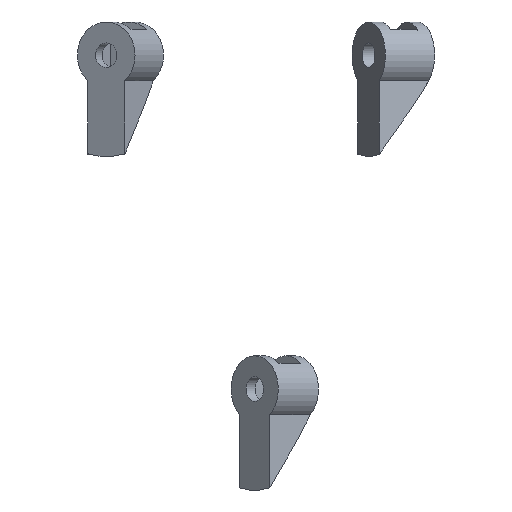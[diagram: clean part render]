
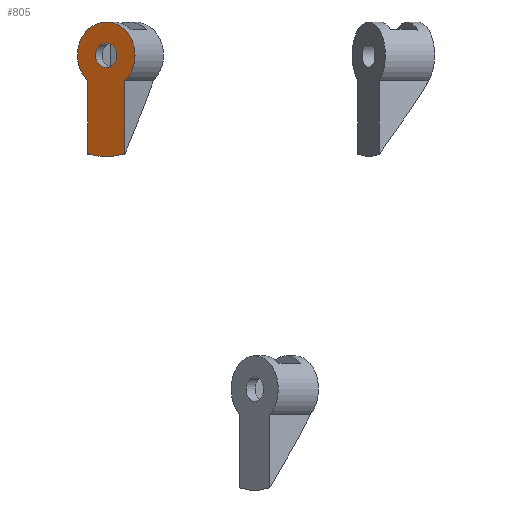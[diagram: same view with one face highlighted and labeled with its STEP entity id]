
A CAD part, front view. The second image highlights one B-rep face of the part: STEP entity #805.
In plain terms, the highlighted planar face has unit normal (-0.5, -0.866, 0).
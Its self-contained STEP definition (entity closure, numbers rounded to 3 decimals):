
#72 = CYLINDRICAL_SURFACE('',#73,4.39);
#73 = AXIS2_PLACEMENT_3D('',#74,#75,#76);
#74 = CARTESIAN_POINT('',(47.25,81.839,-28.));
#75 = DIRECTION('',(-0.5,-0.866,0.));
#76 = DIRECTION('',(-0.866,0.5,0.));
#411 = CYLINDRICAL_SURFACE('',#412,1.625);
#412 = AXIS2_PLACEMENT_3D('',#413,#414,#415);
#413 = CARTESIAN_POINT('',(0.,0.,-28.));
#414 = DIRECTION('',(-0.5,-0.866,0.));
#415 = DIRECTION('',(-0.866,0.5,0.));
#428 = VERTEX_POINT('',#429);
#429 = CARTESIAN_POINT('',(49.694,80.428,
    -31.363));
#442 = PLANE('',#443);
#443 = AXIS2_PLACEMENT_3D('',#444,#445,#446);
#444 = CARTESIAN_POINT('',(57.232,93.485,
    -31.363));
#445 = DIRECTION('',(0.866,-0.5,0.));
#446 = DIRECTION('',(0.,0.,-1.));
#454 = EDGE_CURVE('',#455,#428,#457,.T.);
#455 = VERTEX_POINT('',#456);
#456 = CARTESIAN_POINT('',(43.448,84.034,-28.));
#457 = SURFACE_CURVE('',#458,(#463,#469),.PCURVE_S1.);
#458 = CIRCLE('',#459,4.39);
#459 = AXIS2_PLACEMENT_3D('',#460,#461,#462);
#460 = CARTESIAN_POINT('',(47.25,81.839,-28.));
#461 = DIRECTION('',(0.5,0.866,0.));
#462 = DIRECTION('',(-0.866,0.5,0.));
#463 = PCURVE('',#72,#464);
#464 = DEFINITIONAL_REPRESENTATION('',(#465),#468);
#465 = B_SPLINE_CURVE_WITH_KNOTS('',1,(#466,#467),.UNSPECIFIED.,.F.,.F.,
  (2,2),(0.,4.014),.PIECEWISE_BEZIER_KNOTS.);
#466 = CARTESIAN_POINT('',(0.,0.));
#467 = CARTESIAN_POINT('',(-4.014,0.));
#468 = ( GEOMETRIC_REPRESENTATION_CONTEXT(2) 
PARAMETRIC_REPRESENTATION_CONTEXT() REPRESENTATION_CONTEXT('2D SPACE',''
  ) );
#469 = PCURVE('',#470,#475);
#470 = PLANE('',#471);
#471 = AXIS2_PLACEMENT_3D('',#472,#473,#474);
#472 = CARTESIAN_POINT('',(47.204,81.866,
    -33.764));
#473 = DIRECTION('',(-0.5,-0.866,0.));
#474 = DIRECTION('',(0.,0.,-1.));
#475 = DEFINITIONAL_REPRESENTATION('',(#476),#484);
#476 = ( BOUNDED_CURVE() B_SPLINE_CURVE(2,(#477,#478,#479,#480,#481,#482
,#483),.UNSPECIFIED.,.T.,.F.) B_SPLINE_CURVE_WITH_KNOTS((1,2,2,2,2,1),(
    -2.094,0.,2.094,4.189,6.283,
8.378),.UNSPECIFIED.) CURVE() GEOMETRIC_REPRESENTATION_ITEM() 
RATIONAL_B_SPLINE_CURVE((1.,0.5,1.,0.5,1.,0.5,1.)) REPRESENTATION_ITEM(
  '') );
#477 = CARTESIAN_POINT('',(-5.764,-4.336));
#478 = CARTESIAN_POINT('',(-13.368,-4.336));
#479 = CARTESIAN_POINT('',(-9.566,2.249));
#480 = CARTESIAN_POINT('',(-5.764,8.834));
#481 = CARTESIAN_POINT('',(-1.962,2.249));
#482 = CARTESIAN_POINT('',(1.84,-4.336));
#483 = CARTESIAN_POINT('',(-5.764,-4.336));
#484 = ( GEOMETRIC_REPRESENTATION_CONTEXT(2) 
PARAMETRIC_REPRESENTATION_CONTEXT() REPRESENTATION_CONTEXT('2D SPACE',''
  ) );
#486 = EDGE_CURVE('',#487,#455,#489,.T.);
#487 = VERTEX_POINT('',#488);
#488 = CARTESIAN_POINT('',(44.806,83.25,
    -31.363));
#489 = SURFACE_CURVE('',#490,(#495,#501),.PCURVE_S1.);
#490 = CIRCLE('',#491,4.39);
#491 = AXIS2_PLACEMENT_3D('',#492,#493,#494);
#492 = CARTESIAN_POINT('',(47.25,81.839,-28.));
#493 = DIRECTION('',(0.5,0.866,0.));
#494 = DIRECTION('',(-0.866,0.5,0.));
#495 = PCURVE('',#72,#496);
#496 = DEFINITIONAL_REPRESENTATION('',(#497),#500);
#497 = B_SPLINE_CURVE_WITH_KNOTS('',1,(#498,#499),.UNSPECIFIED.,.F.,.F.,
  (2,2),(5.411,6.283),.PIECEWISE_BEZIER_KNOTS.);
#498 = CARTESIAN_POINT('',(0.873,0.));
#499 = CARTESIAN_POINT('',(0.,0.));
#500 = ( GEOMETRIC_REPRESENTATION_CONTEXT(2) 
PARAMETRIC_REPRESENTATION_CONTEXT() REPRESENTATION_CONTEXT('2D SPACE',''
  ) );
#501 = PCURVE('',#470,#502);
#502 = DEFINITIONAL_REPRESENTATION('',(#503),#511);
#503 = ( BOUNDED_CURVE() B_SPLINE_CURVE(2,(#504,#505,#506,#507,#508,#509
,#510),.UNSPECIFIED.,.T.,.F.) B_SPLINE_CURVE_WITH_KNOTS((1,2,2,2,2,1),(
    -2.094,0.,2.094,4.189,6.283,
8.378),.UNSPECIFIED.) CURVE() GEOMETRIC_REPRESENTATION_ITEM() 
RATIONAL_B_SPLINE_CURVE((1.,0.5,1.,0.5,1.,0.5,1.)) REPRESENTATION_ITEM(
  '') );
#504 = CARTESIAN_POINT('',(-5.764,-4.336));
#505 = CARTESIAN_POINT('',(-13.368,-4.336));
#506 = CARTESIAN_POINT('',(-9.566,2.249));
#507 = CARTESIAN_POINT('',(-5.764,8.834));
#508 = CARTESIAN_POINT('',(-1.962,2.249));
#509 = CARTESIAN_POINT('',(1.84,-4.336));
#510 = CARTESIAN_POINT('',(-5.764,-4.336));
#511 = ( GEOMETRIC_REPRESENTATION_CONTEXT(2) 
PARAMETRIC_REPRESENTATION_CONTEXT() REPRESENTATION_CONTEXT('2D SPACE',''
  ) );
#528 = PLANE('',#529);
#529 = AXIS2_PLACEMENT_3D('',#530,#531,#532);
#530 = CARTESIAN_POINT('',(52.344,96.307,
    -31.363));
#531 = DIRECTION('',(0.866,-0.5,0.));
#532 = DIRECTION('',(0.,0.,-1.));
#702 = EDGE_CURVE('',#703,#703,#705,.T.);
#703 = VERTEX_POINT('',#704);
#704 = CARTESIAN_POINT('',(45.843,82.652,-28.));
#705 = SURFACE_CURVE('',#706,(#711,#717),.PCURVE_S1.);
#706 = CIRCLE('',#707,1.625);
#707 = AXIS2_PLACEMENT_3D('',#708,#709,#710);
#708 = CARTESIAN_POINT('',(47.25,81.839,-28.));
#709 = DIRECTION('',(-0.5,-0.866,0.));
#710 = DIRECTION('',(-0.866,0.5,0.));
#711 = PCURVE('',#411,#712);
#712 = DEFINITIONAL_REPRESENTATION('',(#713),#716);
#713 = B_SPLINE_CURVE_WITH_KNOTS('',1,(#714,#715),.UNSPECIFIED.,.F.,.F.,
  (2,2),(0.,6.283),.PIECEWISE_BEZIER_KNOTS.);
#714 = CARTESIAN_POINT('',(-6.283,-94.5));
#715 = CARTESIAN_POINT('',(0.,-94.5));
#716 = ( GEOMETRIC_REPRESENTATION_CONTEXT(2) 
PARAMETRIC_REPRESENTATION_CONTEXT() REPRESENTATION_CONTEXT('2D SPACE',''
  ) );
#717 = PCURVE('',#470,#718);
#718 = DEFINITIONAL_REPRESENTATION('',(#719),#723);
#719 = CIRCLE('',#720,1.625);
#720 = AXIS2_PLACEMENT_2D('',#721,#722);
#721 = CARTESIAN_POINT('',(-5.764,0.054));
#722 = DIRECTION('',(0.,-1.));
#723 = ( GEOMETRIC_REPRESENTATION_CONTEXT(2) 
PARAMETRIC_REPRESENTATION_CONTEXT() REPRESENTATION_CONTEXT('2D SPACE',''
  ) );
#750 = VERTEX_POINT('',#751);
#751 = CARTESIAN_POINT('',(49.694,80.428,
    -41.026));
#766 = CONICAL_SURFACE('',#767,4.39,0.873);
#767 = AXIS2_PLACEMENT_3D('',#768,#769,#770);
#768 = CARTESIAN_POINT('',(51.,88.335,-28.));
#769 = DIRECTION('',(-0.5,-0.866,0.));
#770 = DIRECTION('',(-0.557,0.321,-0.766));
#785 = EDGE_CURVE('',#750,#428,#786,.T.);
#786 = SURFACE_CURVE('',#787,(#791,#798),.PCURVE_S1.);
#787 = LINE('',#788,#789);
#788 = CARTESIAN_POINT('',(49.694,80.428,
    -32.563));
#789 = VECTOR('',#790,1.);
#790 = DIRECTION('',(0.,0.,1.));
#791 = PCURVE('',#442,#792);
#792 = DEFINITIONAL_REPRESENTATION('',(#793),#797);
#793 = LINE('',#794,#795);
#794 = CARTESIAN_POINT('',(1.201,-15.076));
#795 = VECTOR('',#796,1.);
#796 = DIRECTION('',(-1.,0.));
#797 = ( GEOMETRIC_REPRESENTATION_CONTEXT(2) 
PARAMETRIC_REPRESENTATION_CONTEXT() REPRESENTATION_CONTEXT('2D SPACE',''
  ) );
#798 = PCURVE('',#470,#799);
#799 = DEFINITIONAL_REPRESENTATION('',(#800),#804);
#800 = LINE('',#801,#802);
#801 = CARTESIAN_POINT('',(-1.201,2.875));
#802 = VECTOR('',#803,1.);
#803 = DIRECTION('',(-1.,0.));
#804 = ( GEOMETRIC_REPRESENTATION_CONTEXT(2) 
PARAMETRIC_REPRESENTATION_CONTEXT() REPRESENTATION_CONTEXT('2D SPACE',''
  ) );
#805 = ADVANCED_FACE('',(#806,#855),#470,.T.);
#806 = FACE_BOUND('',#807,.T.);
#807 = EDGE_LOOP('',(#808,#809,#810,#833,#854));
#808 = ORIENTED_EDGE('',*,*,#454,.F.);
#809 = ORIENTED_EDGE('',*,*,#486,.F.);
#810 = ORIENTED_EDGE('',*,*,#811,.F.);
#811 = EDGE_CURVE('',#812,#487,#814,.T.);
#812 = VERTEX_POINT('',#813);
#813 = CARTESIAN_POINT('',(44.806,83.25,
    -41.026));
#814 = SURFACE_CURVE('',#815,(#819,#826),.PCURVE_S1.);
#815 = LINE('',#816,#817);
#816 = CARTESIAN_POINT('',(44.806,83.25,
    -32.563));
#817 = VECTOR('',#818,1.);
#818 = DIRECTION('',(0.,0.,1.));
#819 = PCURVE('',#470,#820);
#820 = DEFINITIONAL_REPRESENTATION('',(#821),#825);
#821 = LINE('',#822,#823);
#822 = CARTESIAN_POINT('',(-1.201,-2.768));
#823 = VECTOR('',#824,1.);
#824 = DIRECTION('',(-1.,0.));
#825 = ( GEOMETRIC_REPRESENTATION_CONTEXT(2) 
PARAMETRIC_REPRESENTATION_CONTEXT() REPRESENTATION_CONTEXT('2D SPACE',''
  ) );
#826 = PCURVE('',#528,#827);
#827 = DEFINITIONAL_REPRESENTATION('',(#828),#832);
#828 = LINE('',#829,#830);
#829 = CARTESIAN_POINT('',(1.201,-15.076));
#830 = VECTOR('',#831,1.);
#831 = DIRECTION('',(-1.,0.));
#832 = ( GEOMETRIC_REPRESENTATION_CONTEXT(2) 
PARAMETRIC_REPRESENTATION_CONTEXT() REPRESENTATION_CONTEXT('2D SPACE',''
  ) );
#833 = ORIENTED_EDGE('',*,*,#834,.T.);
#834 = EDGE_CURVE('',#812,#750,#835,.T.);
#835 = SURFACE_CURVE('',#836,(#841,#848),.PCURVE_S1.);
#836 = CIRCLE('',#837,13.328);
#837 = AXIS2_PLACEMENT_3D('',#838,#839,#840);
#838 = CARTESIAN_POINT('',(47.25,81.839,-28.));
#839 = DIRECTION('',(-0.5,-0.866,0.));
#840 = DIRECTION('',(-0.557,0.321,-0.766));
#841 = PCURVE('',#470,#842);
#842 = DEFINITIONAL_REPRESENTATION('',(#843),#847);
#843 = CIRCLE('',#844,13.328);
#844 = AXIS2_PLACEMENT_2D('',#845,#846);
#845 = CARTESIAN_POINT('',(-5.764,0.054));
#846 = DIRECTION('',(0.766,-0.643));
#847 = ( GEOMETRIC_REPRESENTATION_CONTEXT(2) 
PARAMETRIC_REPRESENTATION_CONTEXT() REPRESENTATION_CONTEXT('2D SPACE',''
  ) );
#848 = PCURVE('',#766,#849);
#849 = DEFINITIONAL_REPRESENTATION('',(#850),#853);
#850 = B_SPLINE_CURVE_WITH_KNOTS('',1,(#851,#852),.UNSPECIFIED.,.F.,.F.,
  (2,2),(0.485,0.911),.PIECEWISE_BEZIER_KNOTS.);
#851 = CARTESIAN_POINT('',(0.485,7.5));
#852 = CARTESIAN_POINT('',(0.911,7.5));
#853 = ( GEOMETRIC_REPRESENTATION_CONTEXT(2) 
PARAMETRIC_REPRESENTATION_CONTEXT() REPRESENTATION_CONTEXT('2D SPACE',''
  ) );
#854 = ORIENTED_EDGE('',*,*,#785,.T.);
#855 = FACE_BOUND('',#856,.T.);
#856 = EDGE_LOOP('',(#857));
#857 = ORIENTED_EDGE('',*,*,#702,.F.);
